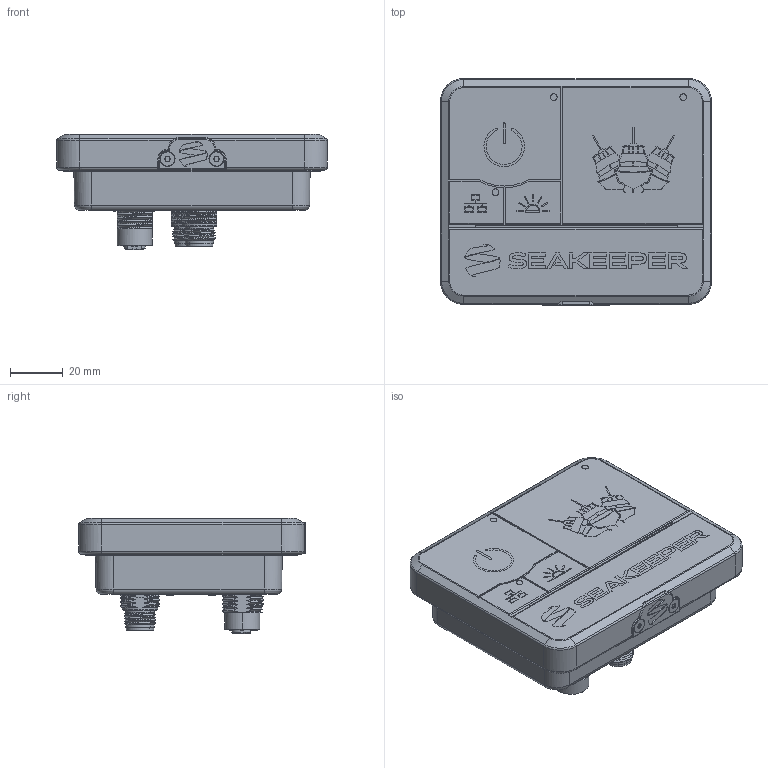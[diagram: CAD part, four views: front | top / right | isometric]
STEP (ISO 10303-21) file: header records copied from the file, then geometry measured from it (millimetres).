
FILE_DESCRIPTION(/* description */ (''),/* implementation_level */ '2;1');
FILE_NAME(/* name */ '20415_ConnectBox Assembly',/* time_stamp */ '2023-06-27T11:33:51-04:00',/* author */ (''),/* organization */ (''),/* preprocessor_version */ 'ST-DEVELOPER v16.5',/* originating_system */ 'Rhino 7.28',/* authorisation */ '');
FILE_SCHEMA (('AUTOMOTIVE_DESIGN'));
Length unit declared in the file: inch
Products named in the file (1): Document
Bounding box: 103.12 x 86.4 x 43.93 mm (x, y, z)
Volume: 71032.5 mm3; surface area: 79709.4 mm2
Topology: 12 solids, 12 shells, 1780 faces, 5204 edges, 3606 vertices
Faces by surface type: plane 644, bspline 590, cylinder 546
Entity records: 75113 total; most frequent: CARTESIAN_POINT 42472, ORIENTED_EDGE 10396, EDGE_CURVE 5198, B_SPLINE_CURVE_WITH_KNOTS 3684, VERTEX_POINT 3606, EDGE_LOOP 2010, ADVANCED_FACE 1780, FACE_OUTER_BOUND 1780
